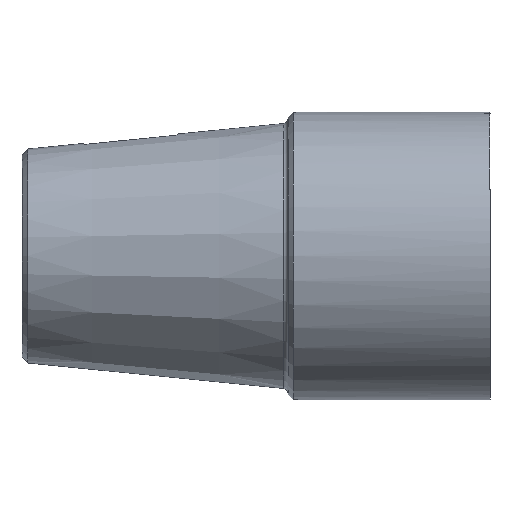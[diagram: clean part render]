
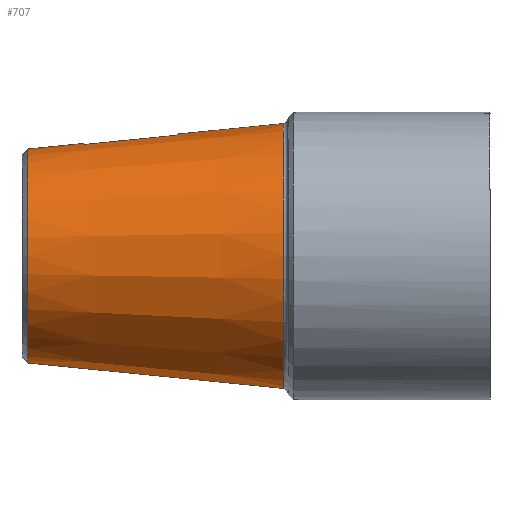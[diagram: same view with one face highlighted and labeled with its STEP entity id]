
A CAD part, top view. The second image highlights one B-rep face of the part: STEP entity #707.
In plain terms, the highlighted conical face has half-angle 5.7 degrees and reference radius 12.5 mm.
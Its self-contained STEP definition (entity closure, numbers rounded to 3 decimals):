
#12 = CARTESIAN_POINT ( 'NONE',  ( -15.441, 0., 0. ) ) ;
#15 = EDGE_LOOP ( 'NONE', ( #345, #111, #655, #617, #406, #524, #554, #630 ) ) ;
#17 = FACE_OUTER_BOUND ( 'NONE', #15, .T. ) ;
#19 = EDGE_CURVE ( 'NONE', #919, #668, #318, .T. ) ;
#32 = VECTOR ( 'NONE', #465, 1000. ) ;
#51 = DIRECTION ( 'NONE',  ( 1., 0., 0. ) ) ;
#69 = EDGE_CURVE ( 'NONE', #668, #489, #664, .T. ) ;
#111 = ORIENTED_EDGE ( 'NONE', *, *, #69, .T. ) ;
#119 = CARTESIAN_POINT ( 'NONE',  ( -34.18, 10.585, 0. ) ) ;
#130 = CARTESIAN_POINT ( 'NONE',  ( -34.159, 10.551, 1. ) ) ;
#142 = DIRECTION ( 'NONE',  ( 0., -1., 0. ) ) ;
#161 = CARTESIAN_POINT ( 'NONE',  ( -14.991, 12.5, 0. ) ) ;
#199 = CARTESIAN_POINT ( 'NONE',  ( -34.113, 10.485, 1.5 ) ) ;
#201 = CARTESIAN_POINT ( 'NONE',  ( -33.942, 10.502, 1.5 ) ) ;
#240 = AXIS2_PLACEMENT_3D ( 'NONE', #255, #376, #142 ) ;
#242 = B_SPLINE_CURVE_WITH_KNOTS ( 'NONE', 3,
 ( #368, #657, #130, #725 ),
 .UNSPECIFIED., .F., .F.,
 ( 4, 4 ),
 ( 0.002, 0.003 ),
 .UNSPECIFIED. ) ;
#251 = VECTOR ( 'NONE', #858, 1000. ) ;
#255 = CARTESIAN_POINT ( 'NONE',  ( -39.445, 0., 0. ) ) ;
#277 = EDGE_CURVE ( 'NONE', #618, #855, #894, .T. ) ;
#285 = LINE ( 'NONE', #638, #251 ) ;
#296 = CARTESIAN_POINT ( 'NONE',  ( -34.113, 10.485, 1.5 ) ) ;
#313 = DIRECTION ( 'NONE',  ( -1., 0., 0. ) ) ;
#318 = CIRCLE ( 'NONE', #240, 10.059 ) ;
#328 = EDGE_CURVE ( 'NONE', #855, #455, #788, .T. ) ;
#345 = ORIENTED_EDGE ( 'NONE', *, *, #19, .T. ) ;
#346 = EDGE_CURVE ( 'NONE', #489, #455, #442, .T. ) ;
#356 = CARTESIAN_POINT ( 'NONE',  ( -39.445, -10.059, 0. ) ) ;
#358 = CARTESIAN_POINT ( 'NONE',  ( -28.21, 11.08, 1.5 ) ) ;
#368 = CARTESIAN_POINT ( 'NONE',  ( -34.18, 10.585, 0. ) ) ;
#376 = DIRECTION ( 'NONE',  ( 1., 0., 0. ) ) ;
#385 = CARTESIAN_POINT ( 'NONE',  ( -25.387, 11.364, 1.5 ) ) ;
#406 = ORIENTED_EDGE ( 'NONE', *, *, #277, .F. ) ;
#409 = CARTESIAN_POINT ( 'NONE',  ( -39.445, 10.059, 0. ) ) ;
#411 = DIRECTION ( 'NONE',  ( 0.995, -0.099, 0. ) ) ;
#431 = CARTESIAN_POINT ( 'NONE',  ( -14.991, 0., 0. ) ) ;
#433 = AXIS2_PLACEMENT_3D ( 'NONE', #12, #313, #742 ) ;
#442 = CIRCLE ( 'NONE', #433, 12.455 ) ;
#455 = VERTEX_POINT ( 'NONE', #671 ) ;
#465 = DIRECTION ( 'NONE',  ( 0.995, 0.099, 0. ) ) ;
#476 = CONICAL_SURFACE ( 'NONE', #649, 12.5, 0.099 ) ;
#485 = CARTESIAN_POINT ( 'NONE',  ( -14.991, -12.5, 0. ) ) ;
#488 = EDGE_CURVE ( 'NONE', #647, #817, #242, .T. ) ;
#489 = VERTEX_POINT ( 'NONE', #654 ) ;
#518 = CARTESIAN_POINT ( 'NONE',  ( -34.028, 10.493, 1.5 ) ) ;
#524 = ORIENTED_EDGE ( 'NONE', *, *, #719, .F. ) ;
#525 = CARTESIAN_POINT ( 'NONE',  ( -25.345, 11.467, 0. ) ) ;
#534 = CARTESIAN_POINT ( 'NONE',  ( -25.358, 11.433, 1. ) ) ;
#547 = EDGE_CURVE ( 'NONE', #919, #647, #285, .T. ) ;
#554 = ORIENTED_EDGE ( 'NONE', *, *, #488, .F. ) ;
#577 = DIRECTION ( 'NONE',  ( 0., 1., 0. ) ) ;
#617 = ORIENTED_EDGE ( 'NONE', *, *, #328, .F. ) ;
#618 = VERTEX_POINT ( 'NONE', #716 ) ;
#630 = ORIENTED_EDGE ( 'NONE', *, *, #547, .F. ) ;
#638 = CARTESIAN_POINT ( 'NONE',  ( -14.991, 12.5, 0. ) ) ;
#647 = VERTEX_POINT ( 'NONE', #119 ) ;
#649 = AXIS2_PLACEMENT_3D ( 'NONE', #431, #51, #577 ) ;
#654 = CARTESIAN_POINT ( 'NONE',  ( -15.441, -12.455, 0. ) ) ;
#655 = ORIENTED_EDGE ( 'NONE', *, *, #346, .T. ) ;
#657 = CARTESIAN_POINT ( 'NONE',  ( -34.18, 10.585, 0.5 ) ) ;
#664 = LINE ( 'NONE', #485, #796 ) ;
#668 = VERTEX_POINT ( 'NONE', #356 ) ;
#671 = CARTESIAN_POINT ( 'NONE',  ( -15.441, 12.455, 0. ) ) ;
#707 = ADVANCED_FACE ( 'NONE', ( #17 ), #476, .T. ) ;
#716 = CARTESIAN_POINT ( 'NONE',  ( -25.387, 11.364, 1.5 ) ) ;
#719 = EDGE_CURVE ( 'NONE', #817, #618, #854, .T. ) ;
#721 = CARTESIAN_POINT ( 'NONE',  ( -31.034, 10.795, 1.5 ) ) ;
#725 = CARTESIAN_POINT ( 'NONE',  ( -34.113, 10.485, 1.5 ) ) ;
#742 = DIRECTION ( 'NONE',  ( 0., 1., 0. ) ) ;
#788 = LINE ( 'NONE', #161, #32 ) ;
#796 = VECTOR ( 'NONE', #411, 1000. ) ;
#817 = VERTEX_POINT ( 'NONE', #296 ) ;
#821 = CARTESIAN_POINT ( 'NONE',  ( -25.345, 11.467, 0.5 ) ) ;
#854 = B_SPLINE_CURVE_WITH_KNOTS ( 'NONE', 3,
 ( #199, #518, #201, #935, #721, #358, #934 ),
 .UNSPECIFIED., .F., .F.,
 ( 4, 3, 4 ),
 ( 0.019, 0.019, 0.028 ),
 .UNSPECIFIED. ) ;
#855 = VERTEX_POINT ( 'NONE', #525 ) ;
#858 = DIRECTION ( 'NONE',  ( 0.995, 0.099, 0. ) ) ;
#890 = CARTESIAN_POINT ( 'NONE',  ( -25.345, 11.467, 0. ) ) ;
#894 = B_SPLINE_CURVE_WITH_KNOTS ( 'NONE', 3,
 ( #385, #534, #821, #890 ),
 .UNSPECIFIED., .F., .F.,
 ( 4, 4 ),
 ( 0., 0.002 ),
 .UNSPECIFIED. ) ;
#919 = VERTEX_POINT ( 'NONE', #409 ) ;
#934 = CARTESIAN_POINT ( 'NONE',  ( -25.387, 11.364, 1.5 ) ) ;
#935 = CARTESIAN_POINT ( 'NONE',  ( -33.857, 10.51, 1.5 ) ) ;
